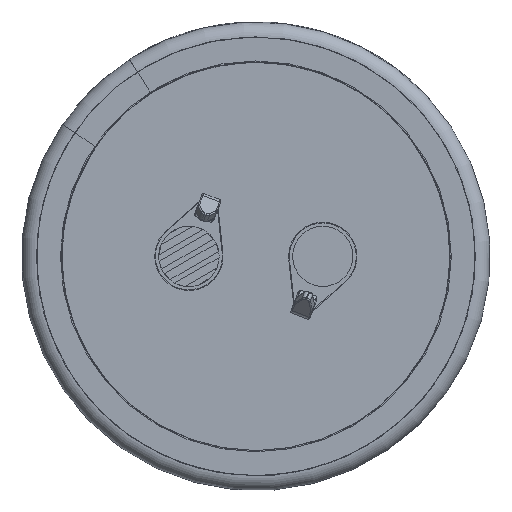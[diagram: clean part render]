
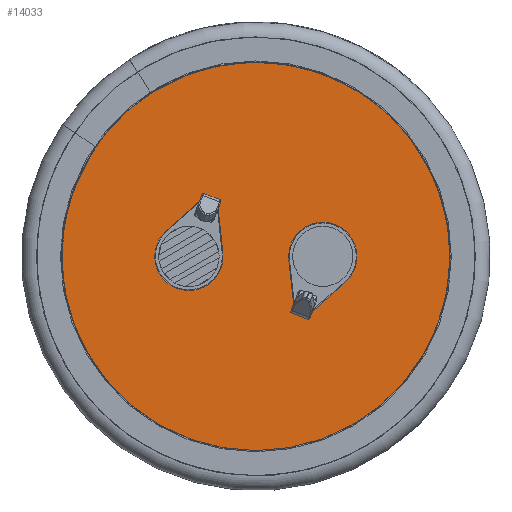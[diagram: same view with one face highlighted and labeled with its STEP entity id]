
A CAD part, front view. The second image highlights one B-rep face of the part: STEP entity #14033.
In plain terms, the highlighted planar face has unit normal (0, -1, 0).
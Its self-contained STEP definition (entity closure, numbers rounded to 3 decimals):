
#866=LINE('',#18117,#1534);
#867=LINE('',#18120,#1535);
#868=LINE('',#18122,#1536);
#869=LINE('',#18125,#1537);
#870=LINE('',#18128,#1538);
#871=LINE('',#18130,#1539);
#1534=VECTOR('',#15664,1000.);
#1535=VECTOR('',#15665,1000.);
#1536=VECTOR('',#15666,1000.);
#1537=VECTOR('',#15669,1000.);
#1538=VECTOR('',#15670,1000.);
#1539=VECTOR('',#15671,1000.);
#2249=ORIENTED_EDGE('',*,*,#5218,.T.);
#2250=ORIENTED_EDGE('',*,*,#5219,.F.);
#2251=ORIENTED_EDGE('',*,*,#5220,.F.);
#2252=ORIENTED_EDGE('',*,*,#5221,.F.);
#2253=ORIENTED_EDGE('',*,*,#5222,.F.);
#2254=ORIENTED_EDGE('',*,*,#5223,.T.);
#2255=ORIENTED_EDGE('',*,*,#5224,.T.);
#2256=ORIENTED_EDGE('',*,*,#5225,.T.);
#2257=ORIENTED_EDGE('',*,*,#5226,.T.);
#5218=EDGE_CURVE('',#6698,#6698,#7635,.T.);
#5219=EDGE_CURVE('',#6699,#6700,#866,.T.);
#5220=EDGE_CURVE('',#6701,#6699,#867,.T.);
#5221=EDGE_CURVE('',#6702,#6701,#868,.T.);
#5222=EDGE_CURVE('',#6700,#6702,#7636,.T.);
#5223=EDGE_CURVE('',#6703,#6704,#869,.T.);
#5224=EDGE_CURVE('',#6704,#6705,#870,.T.);
#5225=EDGE_CURVE('',#6705,#6706,#871,.T.);
#5226=EDGE_CURVE('',#6706,#6703,#7637,.T.);
#6698=VERTEX_POINT('',#18116);
#6699=VERTEX_POINT('',#18118);
#6700=VERTEX_POINT('',#18119);
#6701=VERTEX_POINT('',#18121);
#6702=VERTEX_POINT('',#18123);
#6703=VERTEX_POINT('',#18126);
#6704=VERTEX_POINT('',#18127);
#6705=VERTEX_POINT('',#18129);
#6706=VERTEX_POINT('',#18131);
#7635=CIRCLE('',#14695,14.59);
#7636=CIRCLE('',#14696,2.55);
#7637=CIRCLE('',#14697,2.55);
#8006=EDGE_LOOP('',(#2249));
#8007=EDGE_LOOP('',(#2250,#2251,#2252,#2253));
#8008=EDGE_LOOP('',(#2254,#2255,#2256,#2257));
#8731=FACE_BOUND('',#8006,.T.);
#8732=FACE_BOUND('',#8007,.T.);
#8733=FACE_BOUND('',#8008,.T.);
#9450=PLANE('',#14694);
#14033=ADVANCED_FACE('',(#8731,#8732,#8733),#9450,.T.);
#14694=AXIS2_PLACEMENT_3D('',#18114,#15660,#15661);
#14695=AXIS2_PLACEMENT_3D('',#18115,#15662,#15663);
#14696=AXIS2_PLACEMENT_3D('',#18124,#15667,#15668);
#14697=AXIS2_PLACEMENT_3D('',#18132,#15672,#15673);
#15660=DIRECTION('',(0.,-1.,0.));
#15661=DIRECTION('',(0.,0.,-1.));
#15662=DIRECTION('',(0.,-1.,0.));
#15663=DIRECTION('',(0.,0.,-1.));
#15664=DIRECTION('',(-0.748,0.,-0.664));
#15665=DIRECTION('',(-0.933,0.,0.36));
#15666=DIRECTION('',(-0.108,0.,0.994));
#15667=DIRECTION('',(0.,-1.,0.));
#15668=DIRECTION('',(0.,0.,1.));
#15669=DIRECTION('',(-0.748,0.,-0.664));
#15670=DIRECTION('',(-0.933,0.,0.36));
#15671=DIRECTION('',(-0.108,0.,0.994));
#15672=DIRECTION('',(0.,1.,0.));
#15673=DIRECTION('',(0.,0.,-1.));
#18114=CARTESIAN_POINT('',(0.,0.,0.));
#18115=CARTESIAN_POINT('',(0.,0.,0.));
#18116=CARTESIAN_POINT('',(0.,0.,-14.59));
#18117=CARTESIAN_POINT('',(-4.27,0.,4.059));
#18118=CARTESIAN_POINT('',(-4.27,0.,4.059));
#18119=CARTESIAN_POINT('',(-6.694,0.,1.906));
#18120=CARTESIAN_POINT('',(-2.814,0.,3.497));
#18121=CARTESIAN_POINT('',(-2.814,0.,3.497));
#18122=CARTESIAN_POINT('',(-2.465,0.,0.274));
#18123=CARTESIAN_POINT('',(-2.465,0.,0.274));
#18124=CARTESIAN_POINT('',(-5.,0.,0.));
#18125=CARTESIAN_POINT('',(6.694,0.,-1.906));
#18126=CARTESIAN_POINT('',(6.694,0.,-1.906));
#18127=CARTESIAN_POINT('',(4.27,0.,-4.059));
#18128=CARTESIAN_POINT('',(4.27,0.,-4.059));
#18129=CARTESIAN_POINT('',(2.814,0.,-3.497));
#18130=CARTESIAN_POINT('',(2.814,0.,-3.497));
#18131=CARTESIAN_POINT('',(2.465,0.,-0.274));
#18132=CARTESIAN_POINT('',(5.,0.,0.));
